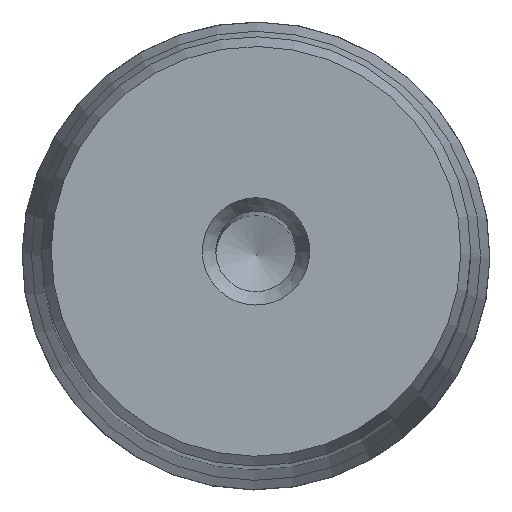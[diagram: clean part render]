
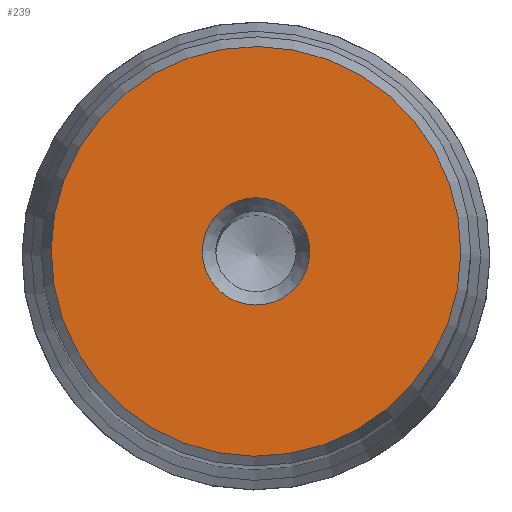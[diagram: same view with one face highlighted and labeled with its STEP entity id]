
A CAD part, top view. The second image highlights one B-rep face of the part: STEP entity #239.
In plain terms, the highlighted planar face has unit normal (0, 0, 1).
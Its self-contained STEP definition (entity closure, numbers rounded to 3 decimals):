
#101=PLANE('',#1073);
#239=ADVANCED_FACE('',(#417,#418),#101,.T.);
#417=FACE_BOUND('',#528,.T.);
#418=FACE_BOUND('',#529,.T.);
#528=EDGE_LOOP('',(#638));
#529=EDGE_LOOP('',(#639));
#638=ORIENTED_EDGE('',*,*,#753,.T.);
#639=ORIENTED_EDGE('',*,*,#752,.F.);
#696=VERTEX_POINT('',#1733);
#697=VERTEX_POINT('',#1736);
#752=EDGE_CURVE('',#696,#696,#807,.T.);
#753=EDGE_CURVE('',#697,#697,#808,.T.);
#807=CIRCLE('',#1070,15.272);
#808=CIRCLE('',#1072,4.);
#1070=AXIS2_PLACEMENT_3D('',#1732,#1270,#1271);
#1072=AXIS2_PLACEMENT_3D('',#1735,#1274,#1275);
#1073=AXIS2_PLACEMENT_3D('',#1737,#1276,#1277);
#1270=DIRECTION('',(0.,0.,-1.));
#1271=DIRECTION('',(-1.,0.011,0.));
#1274=DIRECTION('',(0.,0.,-1.));
#1275=DIRECTION('',(1.,-0.011,0.));
#1276=DIRECTION('',(0.,0.,1.));
#1277=DIRECTION('',(1.,-0.011,0.));
#1732=CARTESIAN_POINT('',(0.,0.,150.));
#1733=CARTESIAN_POINT('',(-15.271,0.162,150.));
#1735=CARTESIAN_POINT('',(0.,0.,150.));
#1736=CARTESIAN_POINT('',(4.,-0.042,150.));
#1737=CARTESIAN_POINT('',(15.271,-0.162,150.));
